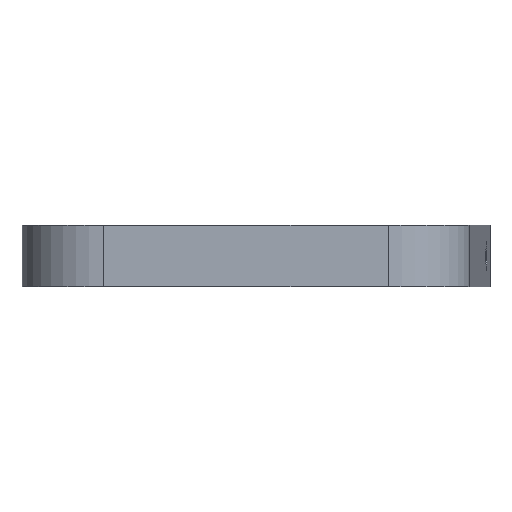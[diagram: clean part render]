
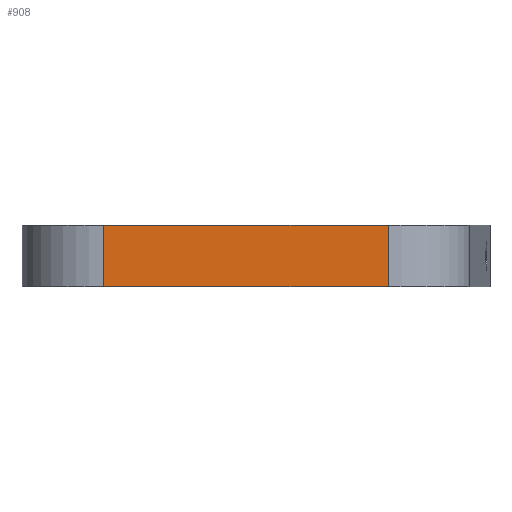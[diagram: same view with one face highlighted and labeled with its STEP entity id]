
A CAD part, front view. The second image highlights one B-rep face of the part: STEP entity #908.
In plain terms, the highlighted planar face has unit normal (0, -1, 0).
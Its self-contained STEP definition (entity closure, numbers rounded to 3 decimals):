
#50 = AXIS2_PLACEMENT_3D ( 'NONE', #919, #1356, #935 ) ;
#52 = FACE_OUTER_BOUND ( 'NONE', #238, .T. ) ;
#114 = VECTOR ( 'NONE', #674, 1000. ) ;
#178 = PLANE ( 'NONE',  #50 ) ;
#193 = LINE ( 'NONE', #608, #728 ) ;
#218 = ORIENTED_EDGE ( 'NONE', *, *, #223, .F. ) ;
#223 = EDGE_CURVE ( 'NONE', #1308, #308, #272, .T. ) ;
#238 = EDGE_LOOP ( 'NONE', ( #920, #1031, #218, #648 ) ) ;
#241 = EDGE_CURVE ( 'NONE', #1217, #798, #1174, .T. ) ;
#272 = LINE ( 'NONE', #1005, #1300 ) ;
#308 = VERTEX_POINT ( 'NONE', #1263 ) ;
#354 = EDGE_CURVE ( 'NONE', #1308, #1217, #193, .T. ) ;
#396 = DIRECTION ( 'NONE',  ( 0., 0., -1. ) ) ;
#547 = CARTESIAN_POINT ( 'NONE',  ( -70., -20., 7.5 ) ) ;
#595 = LINE ( 'NONE', #1120, #649 ) ;
#608 = CARTESIAN_POINT ( 'NONE',  ( -70., -20., 7.5 ) ) ;
#648 = ORIENTED_EDGE ( 'NONE', *, *, #354, .T. ) ;
#649 = VECTOR ( 'NONE', #787, 1000. ) ;
#674 = DIRECTION ( 'NONE',  ( 1., 0., 0. ) ) ;
#728 = VECTOR ( 'NONE', #396, 1000. ) ;
#787 = DIRECTION ( 'NONE',  ( 0., 0., -1. ) ) ;
#798 = VERTEX_POINT ( 'NONE', #1136 ) ;
#887 = CARTESIAN_POINT ( 'NONE',  ( -70., -20., -7.5 ) ) ;
#908 = ADVANCED_FACE ( 'NONE', ( #52 ), #178, .F. ) ;
#919 = CARTESIAN_POINT ( 'NONE',  ( -70., -20., 7.5 ) ) ;
#920 = ORIENTED_EDGE ( 'NONE', *, *, #241, .T. ) ;
#935 = DIRECTION ( 'NONE',  ( -1., 0., 0. ) ) ;
#1005 = CARTESIAN_POINT ( 'NONE',  ( -70., -20., 7.5 ) ) ;
#1031 = ORIENTED_EDGE ( 'NONE', *, *, #1346, .F. ) ;
#1087 = CARTESIAN_POINT ( 'NONE',  ( -70., -20., -7.5 ) ) ;
#1120 = CARTESIAN_POINT ( 'NONE',  ( 0., -20., 7.5 ) ) ;
#1136 = CARTESIAN_POINT ( 'NONE',  ( 0., -20., -7.5 ) ) ;
#1137 = DIRECTION ( 'NONE',  ( 1., 0., 0. ) ) ;
#1174 = LINE ( 'NONE', #887, #114 ) ;
#1217 = VERTEX_POINT ( 'NONE', #1087 ) ;
#1263 = CARTESIAN_POINT ( 'NONE',  ( 0., -20., 7.5 ) ) ;
#1300 = VECTOR ( 'NONE', #1137, 1000. ) ;
#1308 = VERTEX_POINT ( 'NONE', #547 ) ;
#1346 = EDGE_CURVE ( 'NONE', #308, #798, #595, .T. ) ;
#1356 = DIRECTION ( 'NONE',  ( 0., 1., 0. ) ) ;
